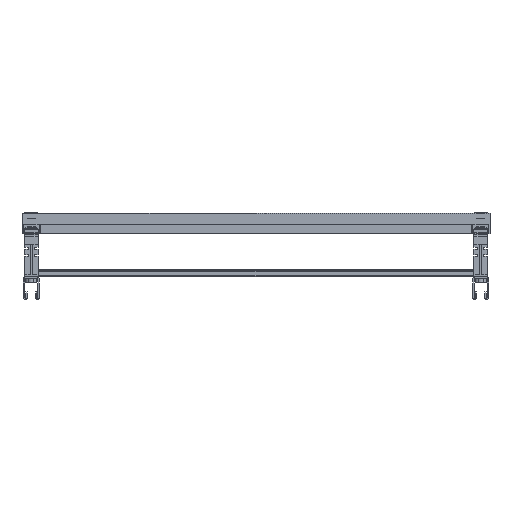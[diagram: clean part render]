
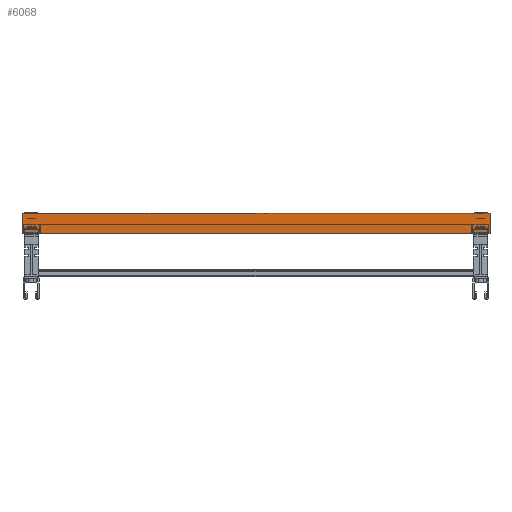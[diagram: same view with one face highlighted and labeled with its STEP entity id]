
A CAD part, front view. The second image highlights one B-rep face of the part: STEP entity #6068.
In plain terms, the highlighted planar face has unit normal (0, -1, 0).
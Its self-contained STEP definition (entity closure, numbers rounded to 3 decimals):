
#6068=ADVANCED_FACE('',(#15753),#15754,.F.);
#15753=FACE_OUTER_BOUND('',#30403,.T.);
#15754=PLANE('',#30404);
#30403=EDGE_LOOP('',(#46322,#46323,#46324,#46325));
#30404=AXIS2_PLACEMENT_3D('',#46326,#46327,#46328);
#46322=ORIENTED_EDGE('',*,*,#89238,.T.);
#46323=ORIENTED_EDGE('',*,*,#89239,.T.);
#46324=ORIENTED_EDGE('',*,*,#89240,.T.);
#46325=ORIENTED_EDGE('',*,*,#88476,.T.);
#46326=CARTESIAN_POINT('',(250.0,0.0,81.001));
#46327=DIRECTION('',(-0.0,1.0,0.0));
#46328=DIRECTION('',(1.0,0.0,0.0));
#88476=EDGE_CURVE('',#106022,#106020,#106023,.T.);
#89238=EDGE_CURVE('',#106020,#107140,#107141,.T.);
#89239=EDGE_CURVE('',#107140,#107142,#107143,.T.);
#89240=EDGE_CURVE('',#107142,#106022,#107144,.T.);
#106020=VERTEX_POINT('',#132024);
#106022=VERTEX_POINT('',#132027);
#106023=LINE('',#132028,#132029);
#107140=VERTEX_POINT('',#133567);
#107141=LINE('',#133568,#133569);
#107142=VERTEX_POINT('',#133570);
#107143=LINE('',#133571,#133572);
#107144=LINE('',#133573,#133574);
#132024=CARTESIAN_POINT('',(500.0,0.0,70.001));
#132027=CARTESIAN_POINT('',(0.0,0.0,70.001));
#132028=CARTESIAN_POINT('',(250.0,0.0,70.001));
#132029=VECTOR('',#167891,1.0);
#133567=CARTESIAN_POINT('',(500.0,0.0,92.001));
#133568=CARTESIAN_POINT('',(500.0,0.0,81.001));
#133569=VECTOR('',#168721,1.0);
#133570=CARTESIAN_POINT('',(0.0,0.0,92.001));
#133571=CARTESIAN_POINT('',(250.0,0.0,92.001));
#133572=VECTOR('',#168722,1.0);
#133573=CARTESIAN_POINT('',(0.0,0.0,81.001));
#133574=VECTOR('',#168723,1.0);
#167891=DIRECTION('',(1.0,0.0,0.0));
#168721=DIRECTION('',(0.0,0.0,1.0));
#168722=DIRECTION('',(-1.0,0.0,0.0));
#168723=DIRECTION('',(0.0,0.0,-1.0));
